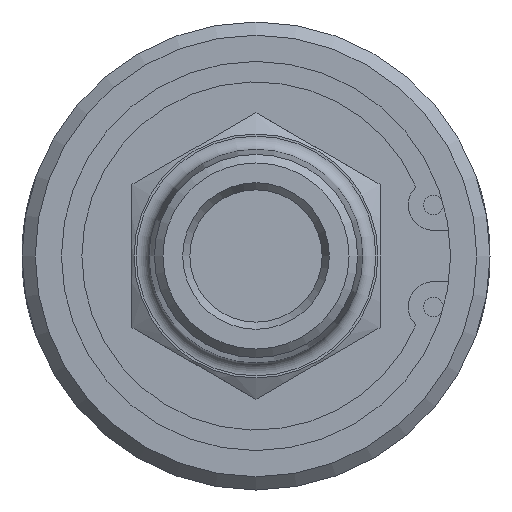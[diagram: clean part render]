
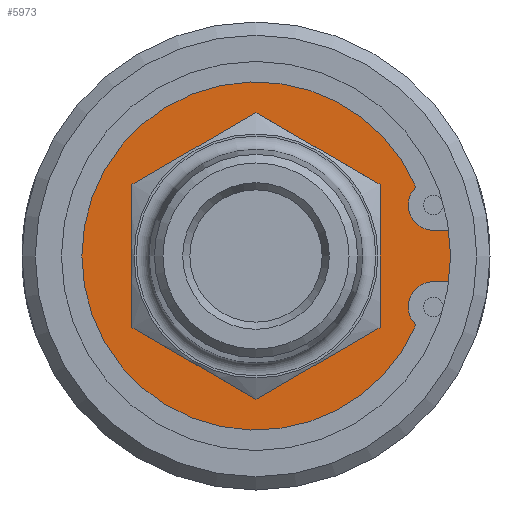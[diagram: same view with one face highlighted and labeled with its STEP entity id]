
A CAD part, left-side view. The second image highlights one B-rep face of the part: STEP entity #5973.
In plain terms, the highlighted planar face has unit normal (-1, 0, 0).
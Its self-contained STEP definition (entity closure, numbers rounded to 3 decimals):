
#85=FACE_BOUND('',#2032,.T.);
#400=PLANE('',#6378);
#695=LINE('',#52918,#1019);
#700=LINE('',#52936,#1024);
#1019=VECTOR('',#7288,10.);
#1024=VECTOR('',#7303,10.);
#1203=CIRCLE('',#6307,3.048);
#1204=CIRCLE('',#6309,3.048);
#1205=CIRCLE('',#6311,21.057);
#1230=CIRCLE('',#6356,14.3);
#1231=CIRCLE('',#6357,14.3);
#1240=CIRCLE('',#6379,25.375);
#1653=FACE_OUTER_BOUND('',#2031,.T.);
#2031=EDGE_LOOP('',(#5572,#5573,#5574,#5575,#5576,#5577));
#2032=EDGE_LOOP('',(#5578,#5579));
#2884=VERTEX_POINT('',#52915);
#2885=VERTEX_POINT('',#52917);
#2889=VERTEX_POINT('',#52933);
#2890=VERTEX_POINT('',#52935);
#2891=VERTEX_POINT('',#52939);
#2892=VERTEX_POINT('',#52943);
#2929=VERTEX_POINT('',#53083);
#2930=VERTEX_POINT('',#53084);
#3738=EDGE_CURVE('',#2885,#2884,#695,.T.);
#3746=EDGE_CURVE('',#2890,#2889,#700,.T.);
#3748=EDGE_CURVE('',#2891,#2885,#1203,.T.);
#3750=EDGE_CURVE('',#2889,#2892,#1204,.T.);
#3752=EDGE_CURVE('',#2892,#2891,#1205,.T.);
#3804=EDGE_CURVE('',#2929,#2930,#1230,.T.);
#3805=EDGE_CURVE('',#2930,#2929,#1231,.T.);
#3821=EDGE_CURVE('',#2884,#2890,#1240,.T.);
#5572=ORIENTED_EDGE('',*,*,#3738,.T.);
#5573=ORIENTED_EDGE('',*,*,#3821,.T.);
#5574=ORIENTED_EDGE('',*,*,#3746,.T.);
#5575=ORIENTED_EDGE('',*,*,#3750,.T.);
#5576=ORIENTED_EDGE('',*,*,#3752,.T.);
#5577=ORIENTED_EDGE('',*,*,#3748,.T.);
#5578=ORIENTED_EDGE('',*,*,#3804,.T.);
#5579=ORIENTED_EDGE('',*,*,#3805,.T.);
#5973=ADVANCED_FACE('',(#1653,#85),#400,.F.);
#6307=AXIS2_PLACEMENT_3D('',#52940,#7307,#7308);
#6309=AXIS2_PLACEMENT_3D('',#52944,#7312,#7313);
#6311=AXIS2_PLACEMENT_3D('',#52947,#7317,#7318);
#6356=AXIS2_PLACEMENT_3D('',#53085,#7420,#7421);
#6357=AXIS2_PLACEMENT_3D('',#53086,#7422,#7423);
#6378=AXIS2_PLACEMENT_3D('',#53122,#7471,#7472);
#6379=AXIS2_PLACEMENT_3D('',#53123,#7473,#7474);
#7288=DIRECTION('',(0.,-1.,0.));
#7303=DIRECTION('',(0.,1.,0.));
#7307=DIRECTION('center_axis',(1.,0.,0.));
#7308=DIRECTION('ref_axis',(0.,0.,1.));
#7312=DIRECTION('center_axis',(1.,0.,0.));
#7313=DIRECTION('ref_axis',(0.,-0.961,0.276));
#7317=DIRECTION('center_axis',(-1.,0.,0.));
#7318=DIRECTION('ref_axis',(0.,0.,-1.));
#7420=DIRECTION('center_axis',(1.,0.,0.));
#7421=DIRECTION('ref_axis',(0.,1.,0.));
#7422=DIRECTION('center_axis',(1.,0.,0.));
#7423=DIRECTION('ref_axis',(0.,1.,0.));
#7471=DIRECTION('center_axis',(1.,0.,0.));
#7472=DIRECTION('ref_axis',(0.,0.,-1.));
#7473=DIRECTION('center_axis',(-1.,0.,0.));
#7474=DIRECTION('ref_axis',(0.,1.,0.));
#52915=CARTESIAN_POINT('',(3.968,-25.184,-3.112));
#52917=CARTESIAN_POINT('',(3.968,-21.461,-3.112));
#52918=CARTESIAN_POINT('',(3.968,-3.131,-3.112));
#52933=CARTESIAN_POINT('',(3.968,-21.461,3.112));
#52935=CARTESIAN_POINT('',(3.968,-25.184,3.112));
#52936=CARTESIAN_POINT('',(3.968,-1.269,3.112));
#52939=CARTESIAN_POINT('',(3.968,-19.334,-8.343));
#52940=CARTESIAN_POINT('Origin',(3.968,-21.461,-6.16));
#52943=CARTESIAN_POINT('',(3.968,-19.334,8.343));
#52944=CARTESIAN_POINT('Origin',(3.968,-21.461,6.16));
#52947=CARTESIAN_POINT('Origin',(3.968,0.,0.));
#53083=CARTESIAN_POINT('',(3.968,14.3,0.));
#53084=CARTESIAN_POINT('',(3.968,-14.3,0.));
#53085=CARTESIAN_POINT('Origin',(3.968,0.,0.));
#53086=CARTESIAN_POINT('Origin',(3.968,0.,0.));
#53122=CARTESIAN_POINT('Origin',(3.968,18.923,0.));
#53123=CARTESIAN_POINT('Origin',(3.968,0.,0.));
